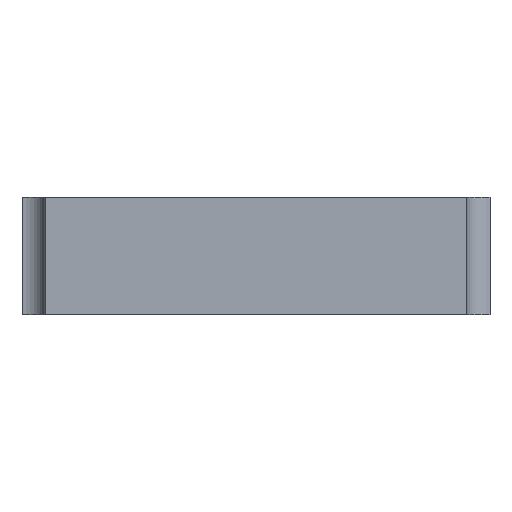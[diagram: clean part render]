
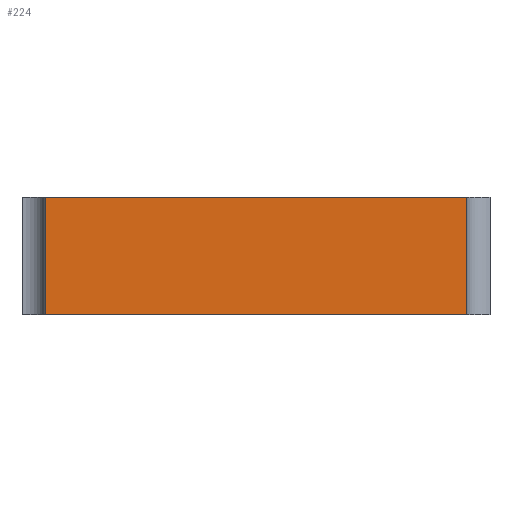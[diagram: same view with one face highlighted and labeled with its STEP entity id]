
A CAD part, front view. The second image highlights one B-rep face of the part: STEP entity #224.
In plain terms, the highlighted planar face has unit normal (0, -1, 0).
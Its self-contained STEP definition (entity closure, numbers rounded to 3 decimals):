
#2 = EDGE_CURVE ( 'NONE', #420, #308, #340, .T. ) ;
#65 = LINE ( 'NONE', #833, #1073 ) ;
#75 = LINE ( 'NONE', #450, #1170 ) ;
#81 = VECTOR ( 'NONE', #1165, 1000. ) ;
#112 = LINE ( 'NONE', #1148, #81 ) ;
#137 = EDGE_LOOP ( 'NONE', ( #565, #183, #323, #369 ) ) ;
#183 = ORIENTED_EDGE ( 'NONE', *, *, #508, .T. ) ;
#192 = CARTESIAN_POINT ( 'NONE',  ( -2.537, -1.637, 1.275 ) ) ;
#204 = PLANE ( 'NONE',  #847 ) ;
#224 = ADVANCED_FACE ( 'NONE', ( #580 ), #204, .F. ) ;
#277 = CARTESIAN_POINT ( 'NONE',  ( -2.288, -1.637, 0. ) ) ;
#308 = VERTEX_POINT ( 'NONE', #277 ) ;
#323 = ORIENTED_EDGE ( 'NONE', *, *, #842, .F. ) ;
#340 = LINE ( 'NONE', #1139, #410 ) ;
#369 = ORIENTED_EDGE ( 'NONE', *, *, #2, .T. ) ;
#380 = CARTESIAN_POINT ( 'NONE',  ( 2.288, -1.637, 0. ) ) ;
#410 = VECTOR ( 'NONE', #863, 1000. ) ;
#420 = VERTEX_POINT ( 'NONE', #949 ) ;
#450 = CARTESIAN_POINT ( 'NONE',  ( -2.537, -1.637, 0. ) ) ;
#470 = DIRECTION ( 'NONE',  ( 0., 0., 1. ) ) ;
#508 = EDGE_CURVE ( 'NONE', #572, #846, #65, .T. ) ;
#563 = DIRECTION ( 'NONE',  ( 0., 1., 0. ) ) ;
#565 = ORIENTED_EDGE ( 'NONE', *, *, #1109, .T. ) ;
#572 = VERTEX_POINT ( 'NONE', #380 ) ;
#580 = FACE_OUTER_BOUND ( 'NONE', #137, .T. ) ;
#794 = CARTESIAN_POINT ( 'NONE',  ( 2.288, -1.637, 1.275 ) ) ;
#833 = CARTESIAN_POINT ( 'NONE',  ( 2.288, -1.637, 1.7 ) ) ;
#842 = EDGE_CURVE ( 'NONE', #420, #846, #112, .T. ) ;
#846 = VERTEX_POINT ( 'NONE', #794 ) ;
#847 = AXIS2_PLACEMENT_3D ( 'NONE', #192, #563, #916 ) ;
#863 = DIRECTION ( 'NONE',  ( 0., 0., -1. ) ) ;
#916 = DIRECTION ( 'NONE',  ( 0., 0., 1. ) ) ;
#949 = CARTESIAN_POINT ( 'NONE',  ( -2.288, -1.637, 1.275 ) ) ;
#1073 = VECTOR ( 'NONE', #470, 1000. ) ;
#1109 = EDGE_CURVE ( 'NONE', #308, #572, #75, .T. ) ;
#1139 = CARTESIAN_POINT ( 'NONE',  ( -2.288, -1.637, 1.7 ) ) ;
#1148 = CARTESIAN_POINT ( 'NONE',  ( -2.537, -1.637, 1.275 ) ) ;
#1165 = DIRECTION ( 'NONE',  ( 1., 0., 0. ) ) ;
#1170 = VECTOR ( 'NONE', #1171, 1000. ) ;
#1171 = DIRECTION ( 'NONE',  ( 1., 0., 0. ) ) ;
